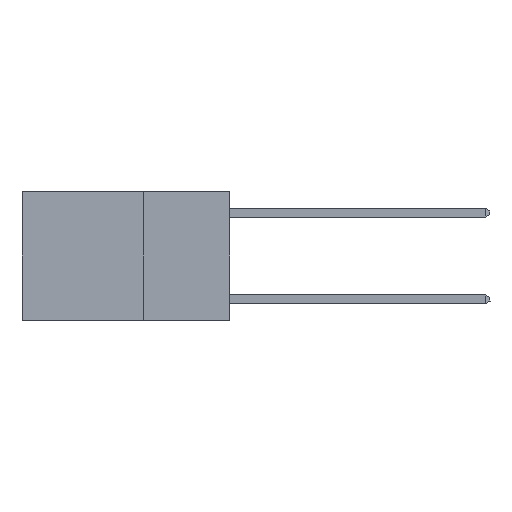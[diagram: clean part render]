
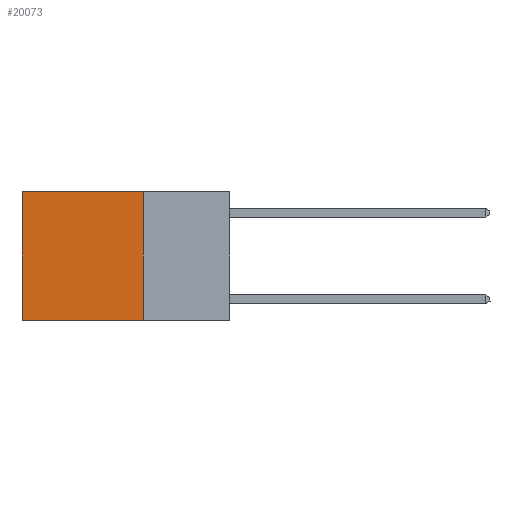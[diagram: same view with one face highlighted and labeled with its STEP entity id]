
A CAD part, left-side view. The second image highlights one B-rep face of the part: STEP entity #20073.
In plain terms, the highlighted planar face has unit normal (-1, 0, 0).
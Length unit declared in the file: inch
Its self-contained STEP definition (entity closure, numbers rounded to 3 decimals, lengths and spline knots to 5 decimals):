
#212 = ORIENTED_EDGE ( 'NONE', *, *, #13376, .F. ) ;
#2453 = VECTOR ( 'NONE', #20039, 39.37008 ) ;
#3163 = DIRECTION ( 'NONE',  ( 0., 0., -1. ) ) ;
#3728 = ORIENTED_EDGE ( 'NONE', *, *, #26345, .T. ) ;
#5649 = CARTESIAN_POINT ( 'NONE',  ( 0.2625, 0.6, -0.37 ) ) ;
#5858 = VERTEX_POINT ( 'NONE', #25439 ) ;
#7281 = DIRECTION ( 'NONE',  ( 0., 1., 0. ) ) ;
#7594 = VECTOR ( 'NONE', #28268, 39.37008 ) ;
#8204 = LINE ( 'NONE', #30119, #11685 ) ;
#9465 = ORIENTED_EDGE ( 'NONE', *, *, #29815, .F. ) ;
#9626 = PLANE ( 'NONE',  #16942 ) ;
#11685 = VECTOR ( 'NONE', #7281, 39.37008 ) ;
#12117 = CARTESIAN_POINT ( 'NONE',  ( 0.2625, 0.25, 0. ) ) ;
#13275 = LINE ( 'NONE', #14176, #15225 ) ;
#13376 = EDGE_CURVE ( 'NONE', #5858, #28307, #8204, .T. ) ;
#14176 = CARTESIAN_POINT ( 'NONE',  ( 0.2625, 0.6, 0. ) ) ;
#14274 = CARTESIAN_POINT ( 'NONE',  ( 0.2625, 0.25, 0. ) ) ;
#15068 = EDGE_LOOP ( 'NONE', ( #17001, #212, #9465, #3728 ) ) ;
#15225 = VECTOR ( 'NONE', #28561, 39.37008 ) ;
#16942 = AXIS2_PLACEMENT_3D ( 'NONE', #12117, #27561, #3163 ) ;
#17001 = ORIENTED_EDGE ( 'NONE', *, *, #21496, .T. ) ;
#18785 = LINE ( 'NONE', #28378, #7594 ) ;
#18902 = VERTEX_POINT ( 'NONE', #28563 ) ;
#19894 = FACE_OUTER_BOUND ( 'NONE', #15068, .T. ) ;
#20039 = DIRECTION ( 'NONE',  ( 0., 0., -1. ) ) ;
#20073 = ADVANCED_FACE ( 'NONE', ( #19894 ), #9626, .F. ) ;
#20585 = CARTESIAN_POINT ( 'NONE',  ( 0.2625, 0.25, 0. ) ) ;
#21496 = EDGE_CURVE ( 'NONE', #18902, #28307, #13275, .T. ) ;
#22049 = LINE ( 'NONE', #14274, #2453 ) ;
#25439 = CARTESIAN_POINT ( 'NONE',  ( 0.2625, 0.25, -0.37 ) ) ;
#26345 = EDGE_CURVE ( 'NONE', #28086, #18902, #18785, .T. ) ;
#27561 = DIRECTION ( 'NONE',  ( 1., 0., 0. ) ) ;
#28086 = VERTEX_POINT ( 'NONE', #20585 ) ;
#28268 = DIRECTION ( 'NONE',  ( 0., 1., 0. ) ) ;
#28307 = VERTEX_POINT ( 'NONE', #5649 ) ;
#28378 = CARTESIAN_POINT ( 'NONE',  ( 0.2625, 0.25, 0. ) ) ;
#28561 = DIRECTION ( 'NONE',  ( 0., 0., -1. ) ) ;
#28563 = CARTESIAN_POINT ( 'NONE',  ( 0.2625, 0.6, 0. ) ) ;
#29815 = EDGE_CURVE ( 'NONE', #28086, #5858, #22049, .T. ) ;
#30119 = CARTESIAN_POINT ( 'NONE',  ( 0.2625, 0.25, -0.37 ) ) ;
